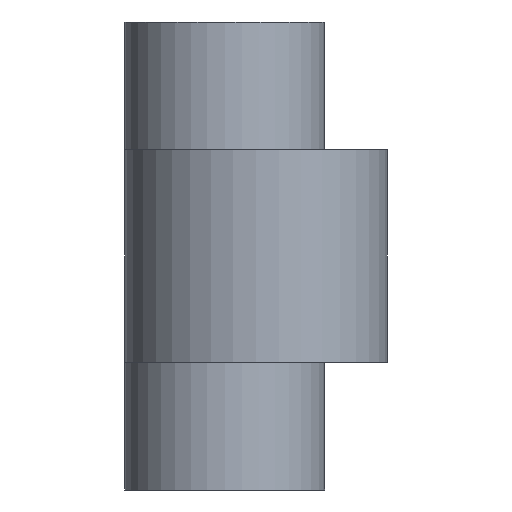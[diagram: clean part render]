
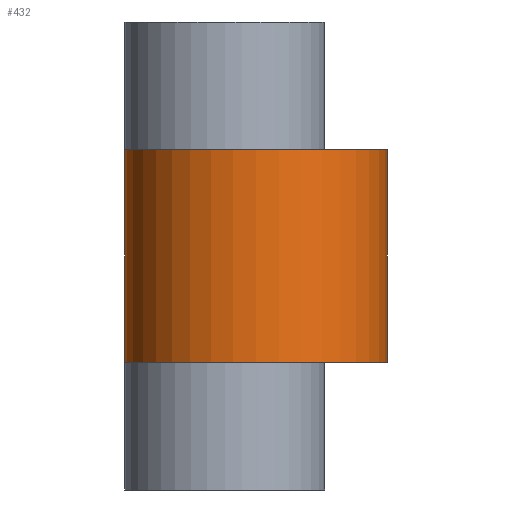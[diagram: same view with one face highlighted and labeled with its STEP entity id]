
A CAD part, left-side view. The second image highlights one B-rep face of the part: STEP entity #432.
In plain terms, the highlighted cylindrical face has radius 2.1 mm (diameter 4.2 mm), a partial arc.
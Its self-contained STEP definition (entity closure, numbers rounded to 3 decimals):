
#21=CYLINDRICAL_SURFACE('',#479,2.1);
#25=CIRCLE('',#449,2.1);
#32=CIRCLE('',#470,2.1);
#55=FACE_OUTER_BOUND('',#79,.T.);
#79=EDGE_LOOP('',(#392,#393,#394,#395));
#125=LINE('',#712,#173);
#127=LINE('',#716,#175);
#173=VECTOR('',#587,10.);
#175=VECTOR('',#593,10.);
#180=VERTEX_POINT('',#607);
#181=VERTEX_POINT('',#609);
#211=VERTEX_POINT('',#697);
#212=VERTEX_POINT('',#699);
#221=EDGE_CURVE('',#180,#181,#25,.T.);
#266=EDGE_CURVE('',#212,#211,#32,.T.);
#273=EDGE_CURVE('',#211,#181,#125,.T.);
#275=EDGE_CURVE('',#212,#180,#127,.T.);
#392=ORIENTED_EDGE('',*,*,#273,.T.);
#393=ORIENTED_EDGE('',*,*,#221,.F.);
#394=ORIENTED_EDGE('',*,*,#275,.F.);
#395=ORIENTED_EDGE('',*,*,#266,.T.);
#432=ADVANCED_FACE('',(#55),#21,.T.);
#449=AXIS2_PLACEMENT_3D('',#610,#491,#492);
#470=AXIS2_PLACEMENT_3D('',#700,#571,#572);
#479=AXIS2_PLACEMENT_3D('',#717,#594,#595);
#491=DIRECTION('center_axis',(0.,0.,1.));
#492=DIRECTION('ref_axis',(0.,1.,0.));
#571=DIRECTION('center_axis',(0.,0.,1.));
#572=DIRECTION('ref_axis',(0.,1.,0.));
#587=DIRECTION('',(0.,0.,1.));
#593=DIRECTION('',(0.,0.,1.));
#594=DIRECTION('center_axis',(0.,0.,1.));
#595=DIRECTION('ref_axis',(0.,1.,0.));
#607=CARTESIAN_POINT('',(15033.515,-21533.786,5.2));
#609=CARTESIAN_POINT('',(15033.515,-21537.986,5.2));
#610=CARTESIAN_POINT('Origin',(15033.515,-21535.886,5.2));
#697=CARTESIAN_POINT('',(15033.515,-21537.986,1.8));
#699=CARTESIAN_POINT('',(15033.515,-21533.786,1.8));
#700=CARTESIAN_POINT('Origin',(15033.515,-21535.886,1.8));
#712=CARTESIAN_POINT('',(15033.515,-21537.986,0.));
#716=CARTESIAN_POINT('',(15033.515,-21533.786,0.));
#717=CARTESIAN_POINT('Origin',(15033.515,-21535.886,0.));
